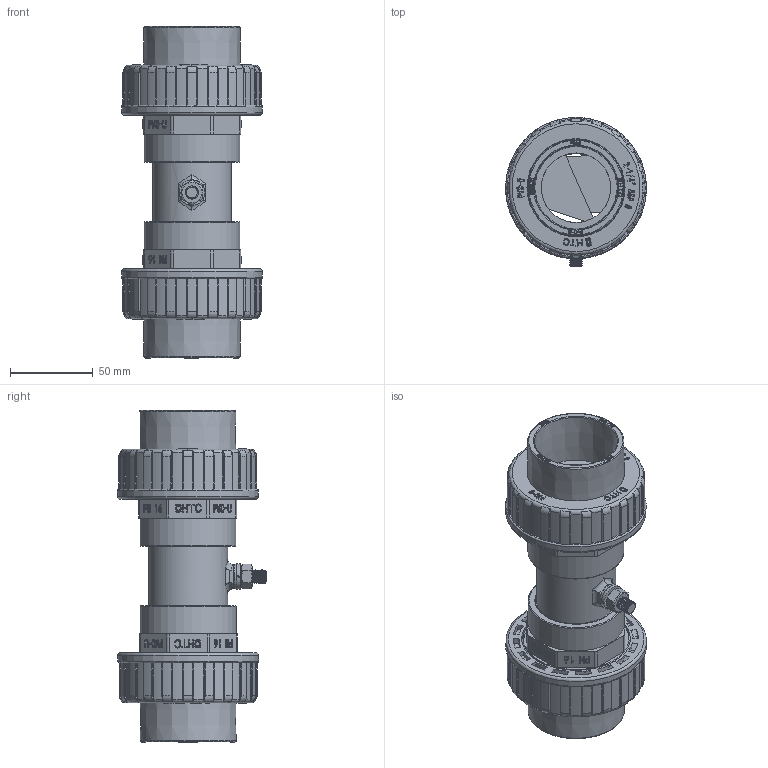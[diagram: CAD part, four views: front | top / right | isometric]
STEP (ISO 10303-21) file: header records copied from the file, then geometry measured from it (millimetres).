
FILE_DESCRIPTION(/* description */ (''),/* implementation_level */ '2;1');
FILE_NAME(/* name */ 'AF0699.50_verschweissung.step',/* time_stamp */ '2025-12-10T10:59:17+01:00',/* author */ (''),/* organization */ (''),/* preprocessor_version */ 'ST-DEVELOPER v20.1',/* originating_system */ 'Autodesk Translation Framework v14.21.0.0',/* authorisation */ '');
FILE_SCHEMA (('AUTOMOTIVE_DESIGN { 1 0 10303 214 3 1 1 }'));
Products named in the file (4): 2025-12-09-09-49-51-019; BS EN 24033 - M8 Stahl 6 Einfach; FCW JIS B 1256 - 8.4 Stahl 100 HV Einfach; JIS B 1251 - No. 2 8 x 2 Stahl 100 HV Einfach
Assembly tree (3 placements, depth 2):
  2025-12-09-09-49-51-019
    BS EN 24033 - M8 Stahl 6 Einfach
    FCW JIS B 1256 - 8.4 Stahl 100 HV Einfach
    JIS B 1251 - No. 2 8 x 2 Stahl 100 HV Einfach
Bounding box: 85 x 90.02 x 200.5 mm (x, y, z)
Volume: 341690.5 mm3; surface area: 164311 mm2
Topology: 12 solids, 12 shells, 3713 faces, 10264 edges, 6805 vertices
Faces by surface type: plane 2696, cylinder 475, bspline 470, torus 61, cone 11
Full cylindrical faces by diameter (mm): 1.377 x2, 1.836 x2, 2 x2, 2.486 x2, 3 x2, 3.315 x2, 6.446 x4, 6.779 x1, 7.866 x9, 8.2 x1, 8.4 x1, 15 x1, 15.4 x1, 42 x4, 43 x1, 44.845 x34, 47.623 x1, 47.803 x18, 48 x2, 50 x2, 58 x4, 62.752 x32, 62.8 x2, 65.71 x30, 85 x2
Entity records: 190505 total; most frequent: CARTESIAN_POINT 98470, ORIENTED_EDGE 20526, DIRECTION 16576, EDGE_CURVE 10263, LINE 7796, VECTOR 7796, VERTEX_POINT 6804, AXIS2_PLACEMENT_3D 4390
